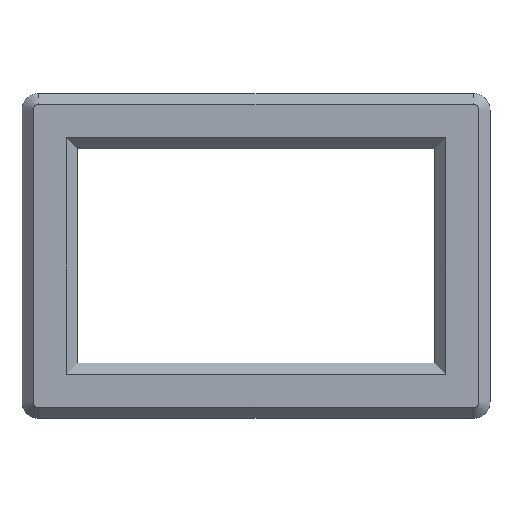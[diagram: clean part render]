
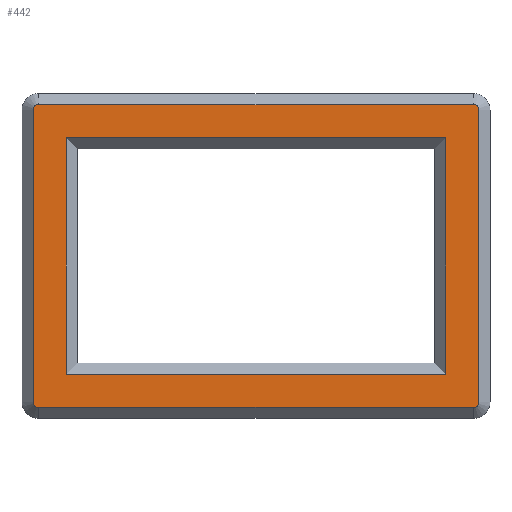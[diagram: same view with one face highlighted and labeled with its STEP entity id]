
A CAD part, top view. The second image highlights one B-rep face of the part: STEP entity #442.
In plain terms, the highlighted planar face has unit normal (0, 0, 1).
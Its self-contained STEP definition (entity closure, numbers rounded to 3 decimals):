
#20=FACE_BOUND('',#86,.T.);
#29=CIRCLE('',#472,1.);
#30=CIRCLE('',#475,1.);
#31=CIRCLE('',#478,1.);
#32=CIRCLE('',#481,1.);
#58=FACE_OUTER_BOUND('',#85,.T.);
#85=EDGE_LOOP('',(#375,#376,#377,#378,#379,#380,#381,#382));
#86=EDGE_LOOP('',(#383,#384,#385,#386));
#120=LINE('',#691,#168);
#124=LINE('',#700,#172);
#127=LINE('',#708,#175);
#130=LINE('',#716,#178);
#131=LINE('',#722,#179);
#132=LINE('',#724,#180);
#133=LINE('',#726,#181);
#134=LINE('',#727,#182);
#168=VECTOR('',#562,10.);
#172=VECTOR('',#572,10.);
#175=VECTOR('',#581,10.);
#178=VECTOR('',#590,10.);
#179=VECTOR('',#597,10.);
#180=VECTOR('',#598,10.);
#181=VECTOR('',#599,10.);
#182=VECTOR('',#600,10.);
#211=VERTEX_POINT('',#688);
#212=VERTEX_POINT('',#690);
#213=VERTEX_POINT('',#694);
#214=VERTEX_POINT('',#698);
#215=VERTEX_POINT('',#702);
#216=VERTEX_POINT('',#706);
#217=VERTEX_POINT('',#710);
#218=VERTEX_POINT('',#714);
#219=VERTEX_POINT('',#720);
#220=VERTEX_POINT('',#721);
#221=VERTEX_POINT('',#723);
#222=VERTEX_POINT('',#725);
#260=EDGE_CURVE('',#211,#212,#120,.T.);
#263=EDGE_CURVE('',#213,#211,#29,.T.);
#265=EDGE_CURVE('',#214,#213,#124,.T.);
#267=EDGE_CURVE('',#215,#214,#30,.T.);
#269=EDGE_CURVE('',#216,#215,#127,.T.);
#271=EDGE_CURVE('',#217,#216,#31,.T.);
#273=EDGE_CURVE('',#218,#217,#130,.T.);
#274=EDGE_CURVE('',#212,#218,#32,.T.);
#275=EDGE_CURVE('',#219,#220,#131,.T.);
#276=EDGE_CURVE('',#221,#219,#132,.T.);
#277=EDGE_CURVE('',#222,#221,#133,.T.);
#278=EDGE_CURVE('',#220,#222,#134,.T.);
#375=ORIENTED_EDGE('',*,*,#260,.F.);
#376=ORIENTED_EDGE('',*,*,#263,.F.);
#377=ORIENTED_EDGE('',*,*,#265,.F.);
#378=ORIENTED_EDGE('',*,*,#267,.F.);
#379=ORIENTED_EDGE('',*,*,#269,.F.);
#380=ORIENTED_EDGE('',*,*,#271,.F.);
#381=ORIENTED_EDGE('',*,*,#273,.F.);
#382=ORIENTED_EDGE('',*,*,#274,.F.);
#383=ORIENTED_EDGE('',*,*,#275,.F.);
#384=ORIENTED_EDGE('',*,*,#276,.F.);
#385=ORIENTED_EDGE('',*,*,#277,.F.);
#386=ORIENTED_EDGE('',*,*,#278,.F.);
#416=PLANE('',#482);
#442=ADVANCED_FACE('',(#58,#20),#416,.T.);
#472=AXIS2_PLACEMENT_3D('',#696,#567,#568);
#475=AXIS2_PLACEMENT_3D('',#704,#576,#577);
#478=AXIS2_PLACEMENT_3D('',#712,#585,#586);
#481=AXIS2_PLACEMENT_3D('',#718,#593,#594);
#482=AXIS2_PLACEMENT_3D('',#719,#595,#596);
#562=DIRECTION('',(0.,-1.,0.));
#567=DIRECTION('center_axis',(0.,0.,-1.));
#568=DIRECTION('ref_axis',(0.707,0.707,0.));
#572=DIRECTION('',(1.,0.,0.));
#576=DIRECTION('center_axis',(0.,0.,-1.));
#577=DIRECTION('ref_axis',(-0.707,0.707,0.));
#581=DIRECTION('',(0.,1.,0.));
#585=DIRECTION('center_axis',(0.,0.,-1.));
#586=DIRECTION('ref_axis',(-0.707,-0.707,0.));
#590=DIRECTION('',(-1.,0.,0.));
#593=DIRECTION('center_axis',(0.,0.,-1.));
#594=DIRECTION('ref_axis',(0.707,-0.707,0.));
#595=DIRECTION('center_axis',(0.,0.,1.));
#596=DIRECTION('ref_axis',(1.,0.,0.));
#597=DIRECTION('',(-1.,0.,0.));
#598=DIRECTION('',(0.,1.,0.));
#599=DIRECTION('',(1.,0.,0.));
#600=DIRECTION('',(0.,-1.,0.));
#688=CARTESIAN_POINT('',(40.5,26.5,16.7));
#690=CARTESIAN_POINT('',(40.5,-26.5,16.7));
#691=CARTESIAN_POINT('',(40.5,-14.75,16.7));
#694=CARTESIAN_POINT('',(39.5,27.5,16.7));
#696=CARTESIAN_POINT('Origin',(39.5,26.5,16.7));
#698=CARTESIAN_POINT('',(-39.5,27.5,16.7));
#700=CARTESIAN_POINT('',(21.25,27.5,16.7));
#702=CARTESIAN_POINT('',(-40.5,26.5,16.7));
#704=CARTESIAN_POINT('Origin',(-39.5,26.5,16.7));
#706=CARTESIAN_POINT('',(-40.5,-26.5,16.7));
#708=CARTESIAN_POINT('',(-40.5,14.75,16.7));
#710=CARTESIAN_POINT('',(-39.5,-27.5,16.7));
#712=CARTESIAN_POINT('Origin',(-39.5,-26.5,16.7));
#714=CARTESIAN_POINT('',(39.5,-27.5,16.7));
#716=CARTESIAN_POINT('',(-21.25,-27.5,16.7));
#718=CARTESIAN_POINT('Origin',(39.5,-26.5,16.7));
#719=CARTESIAN_POINT('Origin',(0.,0.,
16.7));
#720=CARTESIAN_POINT('',(34.5,21.5,16.7));
#721=CARTESIAN_POINT('',(-34.5,21.5,16.7));
#722=CARTESIAN_POINT('',(-16.25,21.5,16.7));
#723=CARTESIAN_POINT('',(34.5,-21.5,16.7));
#724=CARTESIAN_POINT('',(34.5,9.75,16.7));
#725=CARTESIAN_POINT('',(-34.5,-21.5,16.7));
#726=CARTESIAN_POINT('',(16.25,-21.5,16.7));
#727=CARTESIAN_POINT('',(-34.5,-9.75,16.7));
